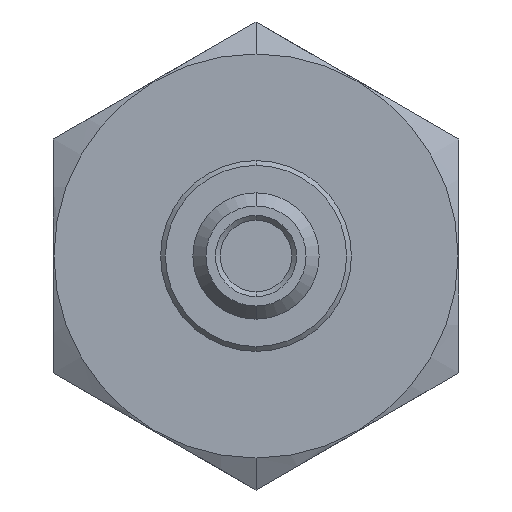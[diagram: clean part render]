
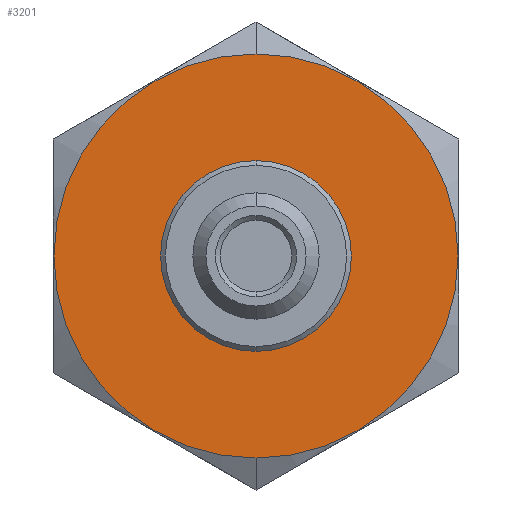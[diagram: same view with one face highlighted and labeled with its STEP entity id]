
A CAD part, front view. The second image highlights one B-rep face of the part: STEP entity #3201.
In plain terms, the highlighted planar face has unit normal (0, -1, 0).
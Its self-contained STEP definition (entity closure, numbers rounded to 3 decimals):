
#215=CARTESIAN_POINT('',(0.,-6.45,0.));
#216=DIRECTION('',(0.,-1.,0.));
#217=DIRECTION('',(0.,0.,-1.));
#218=AXIS2_PLACEMENT_3D('',#215,#216,#217);
#220=CARTESIAN_POINT('',(0.,-6.45,0.));
#221=DIRECTION('',(0.,1.,0.));
#222=DIRECTION('',(0.,0.,-1.));
#223=AXIS2_PLACEMENT_3D('',#220,#221,#222);
#241=CARTESIAN_POINT('',(0.,-6.45,0.));
#242=DIRECTION('',(0.,-1.,0.));
#243=DIRECTION('',(0.,0.,-1.));
#244=AXIS2_PLACEMENT_3D('',#241,#242,#243);
#336=CARTESIAN_POINT('',(0.,-6.45,0.));
#337=DIRECTION('',(0.,1.,0.));
#338=DIRECTION('',(0.,0.,-1.));
#339=AXIS2_PLACEMENT_3D('',#336,#337,#338);
#2533=CARTESIAN_POINT('',(0.,-6.45,-4.));
#2534=CARTESIAN_POINT('',(0.,-6.45,4.));
#2535=VERTEX_POINT('',#2533);
#2536=VERTEX_POINT('',#2534);
#2575=CARTESIAN_POINT('',(0.,-6.45,-8.475));
#2576=CARTESIAN_POINT('',(0.,-6.45,8.475));
#2577=VERTEX_POINT('',#2575);
#2578=VERTEX_POINT('',#2576);
#3186=CARTESIAN_POINT('',(0.,-6.45,0.));
#3187=DIRECTION('',(0.,1.,0.));
#3188=DIRECTION('',(0.,0.,-1.));
#3189=AXIS2_PLACEMENT_3D('',#3186,#3187,#3188);
#3190=PLANE('',#3189);
#3192=ORIENTED_EDGE('',*,*,#3191,.F.);
#3194=ORIENTED_EDGE('',*,*,#3193,.T.);
#3195=EDGE_LOOP('',(#3192,#3194));
#3196=FACE_OUTER_BOUND('',#3195,.F.);
#3197=ORIENTED_EDGE('',*,*,#3168,.T.);
#3198=ORIENTED_EDGE('',*,*,#3153,.F.);
#3199=EDGE_LOOP('',(#3197,#3198));
#3200=FACE_BOUND('',#3199,.F.);
#219=CIRCLE('',#218,4.);
#224=CIRCLE('',#223,4.);
#245=CIRCLE('',#244,8.475);
#340=CIRCLE('',#339,8.475);
#3153=EDGE_CURVE('',#2535,#2536,#224,.T.);
#3168=EDGE_CURVE('',#2535,#2536,#219,.T.);
#3191=EDGE_CURVE('',#2577,#2578,#245,.T.);
#3193=EDGE_CURVE('',#2577,#2578,#340,.T.);
#3201=ADVANCED_FACE('',(#3196,#3200),#3190,.F.);
